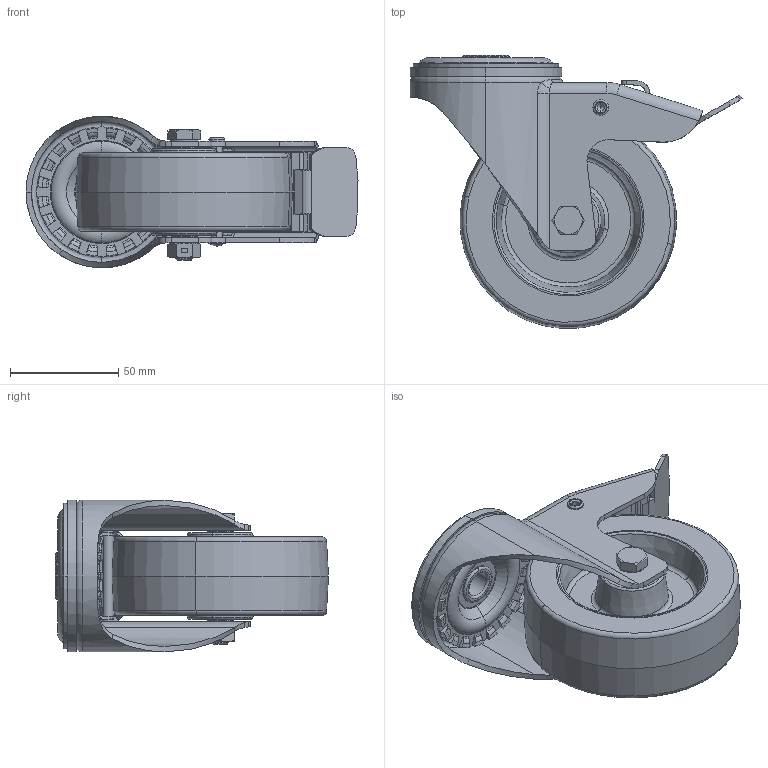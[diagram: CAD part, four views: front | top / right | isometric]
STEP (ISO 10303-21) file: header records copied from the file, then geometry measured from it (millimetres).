
FILE_DESCRIPTION (( 'STEP AP214' ), '1' );
FILE_NAME ('0055791.step', '2023-07-27T09:43:24', ( '' ), ( '' ), 'SwSTEP 2.0', 'SolidWorks 2020', '' );
FILE_SCHEMA (( 'AUTOMOTIVE_DESIGN' ));
Length unit declared in the file: millimetre
Products named in the file (1): 0055791
Bounding box: 153.13 x 125.92 x 70 mm (x, y, z)
Volume: 284439.3 mm3; surface area: 119046.3 mm2
Topology: 9 solids, 10 shells, 957 faces, 2363 edges, 1442 vertices
Faces by surface type: plane 324, cylinder 230, torus 187, cone 130, bspline 84, sphere 2
Entity records: 48536 total; most frequent: CARTESIAN_POINT 16291, ORIENTED_EDGE 4720, DIRECTION 4247, EDGE_CURVE 2360, AXIS2_PLACEMENT_3D 1693, VERTEX_POINT 1442, EDGE_LOOP 1008, UNCERTAINTY_MEASURE_WITH_UNIT 968
